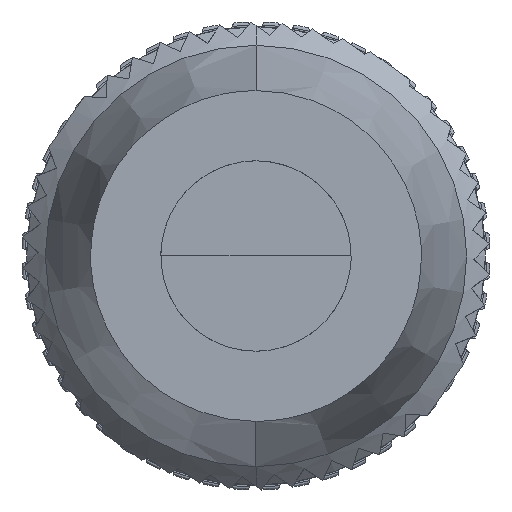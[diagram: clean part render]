
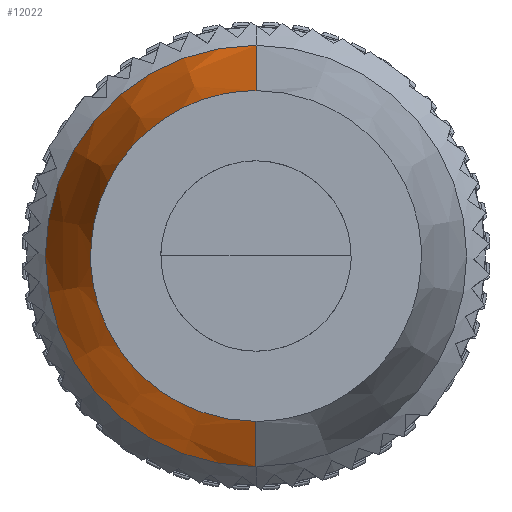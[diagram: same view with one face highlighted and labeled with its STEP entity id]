
A CAD part, left-side view. The second image highlights one B-rep face of the part: STEP entity #12022.
In plain terms, the highlighted conical face has half-angle 15.581 degrees and reference radius 6.75 mm.
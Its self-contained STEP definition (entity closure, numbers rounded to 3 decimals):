
#229 = CARTESIAN_POINT ( 'NONE',  ( -14.5, 5.162, 1.387 ) ) ;
#697 = DIRECTION ( 'NONE',  ( 0., 0., -1. ) ) ;
#1519 = DIRECTION ( 'NONE',  ( 1., 0., 0. ) ) ;
#2303 = CARTESIAN_POINT ( 'NONE',  ( -14.5, 5.3, -0.694 ) ) ;
#2410 = CARTESIAN_POINT ( 'NONE',  ( -14.5, 0., 5.3 ) ) ;
#3031 = EDGE_CURVE ( 'NONE', #25671, #16364, #19475, .T. ) ;
#3375 = ORIENTED_EDGE ( 'NONE', *, *, #8836, .T. ) ;
#4010 = CARTESIAN_POINT ( 'NONE',  ( -9.3, 0., -6.75 ) ) ;
#4537 = DIRECTION ( 'NONE',  ( 0.963, 0., -0.269 ) ) ;
#4736 = FACE_OUTER_BOUND ( 'NONE', #17399, .T. ) ;
#4912 = CARTESIAN_POINT ( 'NONE',  ( -14.5, 3.257, -4.238 ) ) ;
#5017 = CARTESIAN_POINT ( 'NONE',  ( -14.5, 2.669, 4.631 ) ) ;
#5121 = CARTESIAN_POINT ( 'NONE',  ( -14.5, 0.694, -5.3 ) ) ;
#5126 = AXIS2_PLACEMENT_3D ( 'NONE', #23901, #29039, #697 ) ;
#5928 = CARTESIAN_POINT ( 'NONE',  ( -9.3, 0., 6.75 ) ) ;
#6586 = VERTEX_POINT ( 'NONE', #4010 ) ;
#7088 = CARTESIAN_POINT ( 'NONE',  ( -14.5, 1.387, 5.162 ) ) ;
#7190 = CARTESIAN_POINT ( 'NONE',  ( -14.5, 5.162, -1.387 ) ) ;
#8322 = ORIENTED_EDGE ( 'NONE', *, *, #23164, .F. ) ;
#8499 = CARTESIAN_POINT ( 'NONE',  ( -14.5, 0., 5.3 ) ) ;
#8836 = EDGE_CURVE ( 'NONE', #24093, #25671, #16995, .T. ) ;
#9052 = LINE ( 'NONE', #23345, #11672 ) ;
#9551 = CARTESIAN_POINT ( 'NONE',  ( -14.5, 3.257, 4.238 ) ) ;
#11035 = ORIENTED_EDGE ( 'NONE', *, *, #12343, .F. ) ;
#11672 = VECTOR ( 'NONE', #4537, 1000. ) ;
#11975 = CARTESIAN_POINT ( 'NONE',  ( -14.5, 4.631, -2.669 ) ) ;
#12022 = ADVANCED_FACE ( 'NONE', ( #4736 ), #26531, .T. ) ;
#12343 = EDGE_CURVE ( 'NONE', #24093, #6586, #9052, .T. ) ;
#13250 = DIRECTION ( 'NONE',  ( 0., 0., 1. ) ) ;
#13869 = DIRECTION ( 'NONE',  ( 0.963, 0., 0.269 ) ) ;
#14615 = CARTESIAN_POINT ( 'NONE',  ( -14.5, 0., -5.3 ) ) ;
#16364 = VERTEX_POINT ( 'NONE', #5928 ) ;
#16494 = CARTESIAN_POINT ( 'NONE',  ( -14.5, 2.669, -4.631 ) ) ;
#16995 = B_SPLINE_CURVE_WITH_KNOTS ( 'NONE', 3,
 ( #14615, #5121, #24033, #16494, #4912, #21362, #11975, #7190, #2303, #26177, #229, #21248, #19076, #9551, #5017, #7088, #26396, #2410 ),
 .UNSPECIFIED., .F., .F.,
 ( 4, 2, 2, 2, 2, 2, 2, 2, 4 ),
 ( 0.652, 0.715, 0.777, 0.84, 0.902, 0.965, 1.027, 1.09, 1.152 ),
 .UNSPECIFIED. ) ;
#17399 = EDGE_LOOP ( 'NONE', ( #3375, #18999, #8322, #11035 ) ) ;
#18364 = VECTOR ( 'NONE', #13869, 1000. ) ;
#18999 = ORIENTED_EDGE ( 'NONE', *, *, #3031, .T. ) ;
#19076 = CARTESIAN_POINT ( 'NONE',  ( -14.5, 4.238, 3.257 ) ) ;
#19475 = LINE ( 'NONE', #25837, #18364 ) ;
#20162 = CARTESIAN_POINT ( 'NONE',  ( -9.3, 0., 0. ) ) ;
#21248 = CARTESIAN_POINT ( 'NONE',  ( -14.5, 4.631, 2.669 ) ) ;
#21362 = CARTESIAN_POINT ( 'NONE',  ( -14.5, 4.238, -3.257 ) ) ;
#23164 = EDGE_CURVE ( 'NONE', #6586, #16364, #23667, .T. ) ;
#23345 = CARTESIAN_POINT ( 'NONE',  ( -9.3, 0., -6.75 ) ) ;
#23539 = AXIS2_PLACEMENT_3D ( 'NONE', #20162, #1519, #13250 ) ;
#23667 = CIRCLE ( 'NONE', #23539, 6.75 ) ;
#23901 = CARTESIAN_POINT ( 'NONE',  ( -9.3, 0., 0. ) ) ;
#24033 = CARTESIAN_POINT ( 'NONE',  ( -14.5, 1.387, -5.162 ) ) ;
#24093 = VERTEX_POINT ( 'NONE', #28787 ) ;
#25671 = VERTEX_POINT ( 'NONE', #8499 ) ;
#25837 = CARTESIAN_POINT ( 'NONE',  ( -9.3, 0., 6.75 ) ) ;
#26177 = CARTESIAN_POINT ( 'NONE',  ( -14.5, 5.3, 0.694 ) ) ;
#26396 = CARTESIAN_POINT ( 'NONE',  ( -14.5, 0.694, 5.3 ) ) ;
#26531 = CONICAL_SURFACE ( 'NONE', #5126, 6.75, 0.272 ) ;
#28787 = CARTESIAN_POINT ( 'NONE',  ( -14.5, 0., -5.3 ) ) ;
#29039 = DIRECTION ( 'NONE',  ( 1., 0., 0. ) ) ;
